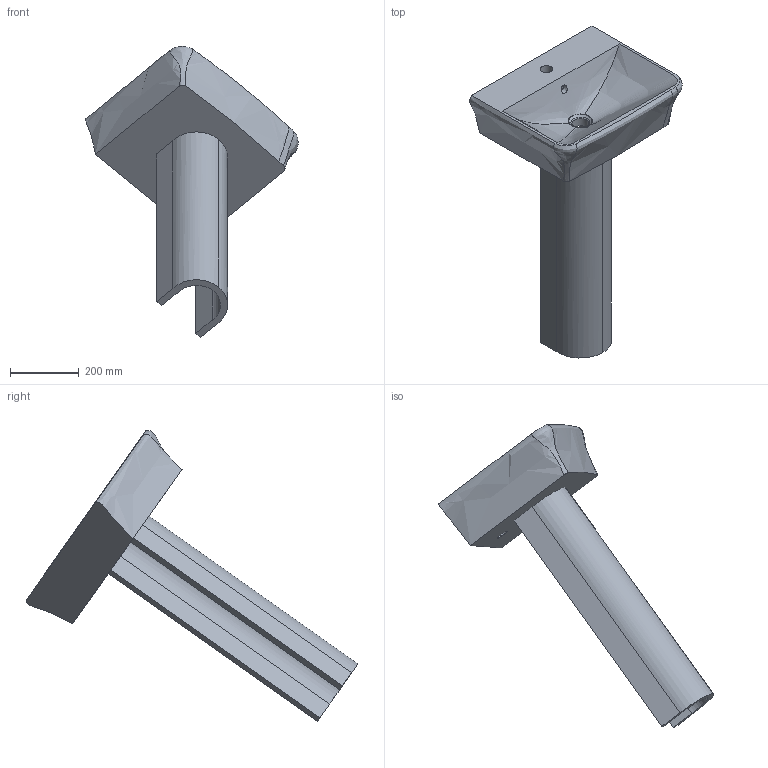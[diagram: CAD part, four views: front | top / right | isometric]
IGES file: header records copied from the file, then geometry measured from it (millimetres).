
Global section: file name: 3711; native system: AutoCAD 2016 - English; preprocessor: Autodesk Translation Framework DWG producer (atf_dwg_producer); organization: unknown; date: 20170505.151820; units: millimetre
Bounding box: 618.54 x 966.73 x 847.72 mm (x, y, z)
Volume: 25775149.6 mm3; surface area: 1316917.1 mm2
Topology: 2 solids, 2 shells, 30 faces, 82 edges, 58 vertices
Faces by surface type: bspline 30
